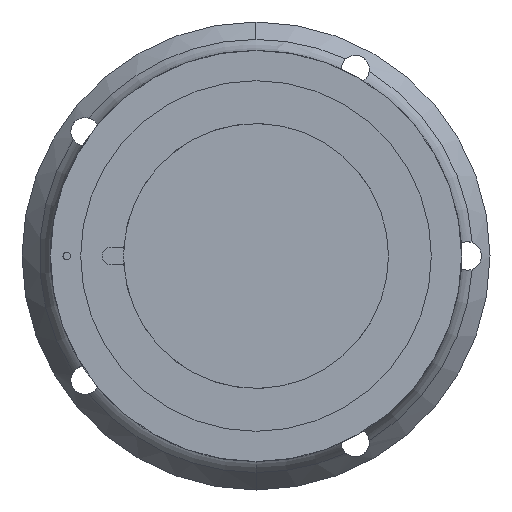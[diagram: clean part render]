
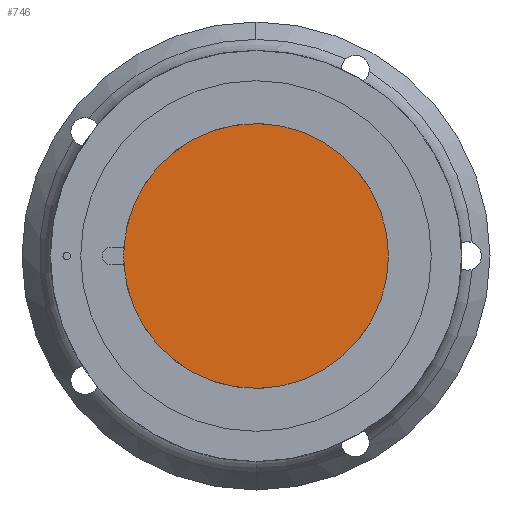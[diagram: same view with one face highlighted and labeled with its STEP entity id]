
A CAD part, left-side view. The second image highlights one B-rep face of the part: STEP entity #746.
In plain terms, the highlighted planar face has unit normal (-1, 0, 0).
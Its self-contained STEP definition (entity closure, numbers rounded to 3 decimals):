
#90 = CARTESIAN_POINT ( 'NONE',  ( 18.2, -21., 0. ) ) ;
#357 = CARTESIAN_POINT ( 'NONE',  ( 18.2, 0., 0. ) ) ;
#509 = DIRECTION ( 'NONE',  ( 1., 0., 0. ) ) ;
#526 = DIRECTION ( 'NONE',  ( 1., 0., 0. ) ) ;
#541 = VERTEX_POINT ( 'NONE', #90 ) ;
#672 = CARTESIAN_POINT ( 'NONE',  ( 18.2, 21., 0. ) ) ;
#719 = CIRCLE ( 'NONE', #2180, 21. ) ;
#746 = ADVANCED_FACE ( 'NONE', ( #1923 ), #1573, .F. ) ;
#789 = AXIS2_PLACEMENT_3D ( 'NONE', #672, #526, #1364 ) ;
#853 = CIRCLE ( 'NONE', #1154, 21. ) ;
#932 = EDGE_CURVE ( 'NONE', #541, #2260, #853, .T. ) ;
#1154 = AXIS2_PLACEMENT_3D ( 'NONE', #1742, #1732, #2093 ) ;
#1170 = EDGE_LOOP ( 'NONE', ( #1892, #1984 ) ) ;
#1364 = DIRECTION ( 'NONE',  ( 0., 1., 0. ) ) ;
#1573 = PLANE ( 'NONE',  #789 ) ;
#1697 = CARTESIAN_POINT ( 'NONE',  ( 18.2, 21., 0. ) ) ;
#1732 = DIRECTION ( 'NONE',  ( 1., 0., 0. ) ) ;
#1742 = CARTESIAN_POINT ( 'NONE',  ( 18.2, 0., 0. ) ) ;
#1892 = ORIENTED_EDGE ( 'NONE', *, *, #1926, .F. ) ;
#1923 = FACE_OUTER_BOUND ( 'NONE', #1170, .T. ) ;
#1926 = EDGE_CURVE ( 'NONE', #2260, #541, #719, .T. ) ;
#1984 = ORIENTED_EDGE ( 'NONE', *, *, #932, .F. ) ;
#2093 = DIRECTION ( 'NONE',  ( 0., 1., 0. ) ) ;
#2095 = DIRECTION ( 'NONE',  ( 0., 1., 0. ) ) ;
#2180 = AXIS2_PLACEMENT_3D ( 'NONE', #357, #509, #2095 ) ;
#2260 = VERTEX_POINT ( 'NONE', #1697 ) ;
